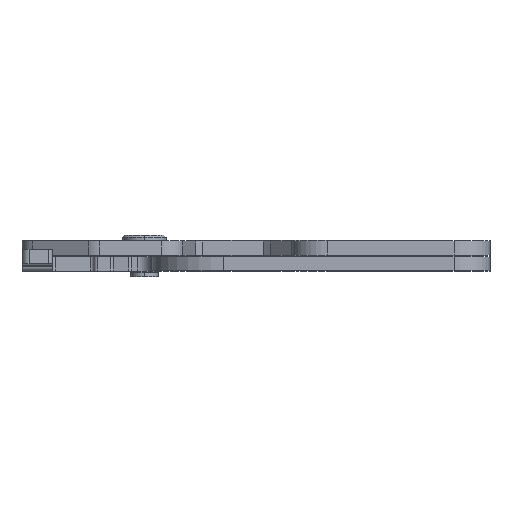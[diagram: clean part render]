
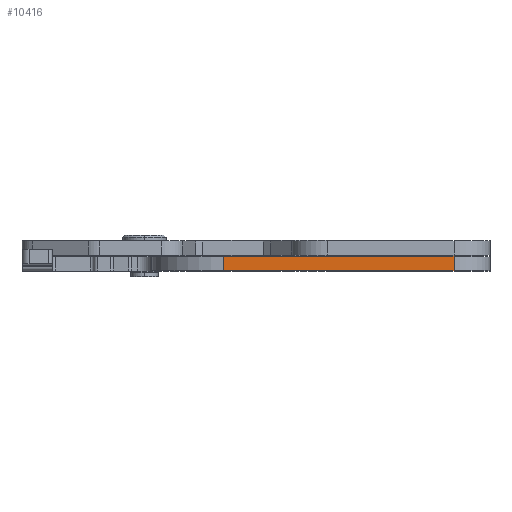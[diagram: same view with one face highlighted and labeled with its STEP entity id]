
A CAD part, top view. The second image highlights one B-rep face of the part: STEP entity #10416.
In plain terms, the highlighted planar face has unit normal (0, 0, 1).
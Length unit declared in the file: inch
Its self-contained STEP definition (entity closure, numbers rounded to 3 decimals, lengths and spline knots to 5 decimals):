
#138 = VECTOR ( 'NONE', #24626, 39.37008 ) ;
#509 = ORIENTED_EDGE ( 'NONE', *, *, #16878, .F. ) ;
#1595 = ORIENTED_EDGE ( 'NONE', *, *, #25640, .T. ) ;
#1806 = CARTESIAN_POINT ( 'NONE',  ( 0.3937, -0.09179, 0.7874 ) ) ;
#2401 = LINE ( 'NONE', #9248, #24664 ) ;
#2783 = VERTEX_POINT ( 'NONE', #24324 ) ;
#3378 = AXIS2_PLACEMENT_3D ( 'NONE', #10049, #20211, #7908 ) ;
#6234 = EDGE_CURVE ( 'NONE', #19797, #23504, #19057, .T. ) ;
#6673 = DIRECTION ( 'NONE',  ( -1., 0., 0. ) ) ;
#7891 = VECTOR ( 'NONE', #24955, 39.37008 ) ;
#7908 = DIRECTION ( 'NONE',  ( 1., 0., 0. ) ) ;
#9248 = CARTESIAN_POINT ( 'NONE',  ( 1.85039, -0.00787, 0.7874 ) ) ;
#9478 = CARTESIAN_POINT ( 'NONE',  ( 0., -0.08661, 0.7874 ) ) ;
#10049 = CARTESIAN_POINT ( 'NONE',  ( 1.85039, -0.00787, 0.7874 ) ) ;
#10416 = ADVANCED_FACE ( 'NONE', ( #20733 ), #14766, .T. ) ;
#10702 = VERTEX_POINT ( 'NONE', #16821 ) ;
#10815 = EDGE_LOOP ( 'NONE', ( #20612, #22510, #1595, #509 ) ) ;
#13376 = LINE ( 'NONE', #1806, #7891 ) ;
#14419 = VECTOR ( 'NONE', #18764, 39.37008 ) ;
#14766 = PLANE ( 'NONE',  #3378 ) ;
#14882 = CARTESIAN_POINT ( 'NONE',  ( 1.65354, -0.00787, 0.7874 ) ) ;
#15573 = CARTESIAN_POINT ( 'NONE',  ( 1.65354, -0.08661, 0.7874 ) ) ;
#16821 = CARTESIAN_POINT ( 'NONE',  ( 0.3937, -0.00787, 0.7874 ) ) ;
#16878 = EDGE_CURVE ( 'NONE', #23504, #10702, #13376, .T. ) ;
#18764 = DIRECTION ( 'NONE',  ( -1., 0., 0. ) ) ;
#19057 = LINE ( 'NONE', #9478, #14419 ) ;
#19797 = VERTEX_POINT ( 'NONE', #15573 ) ;
#20211 = DIRECTION ( 'NONE',  ( 0., 0., 1. ) ) ;
#20612 = ORIENTED_EDGE ( 'NONE', *, *, #6234, .F. ) ;
#20733 = FACE_OUTER_BOUND ( 'NONE', #10815, .T. ) ;
#21688 = EDGE_CURVE ( 'NONE', #19797, #2783, #24469, .T. ) ;
#22510 = ORIENTED_EDGE ( 'NONE', *, *, #21688, .T. ) ;
#23504 = VERTEX_POINT ( 'NONE', #27042 ) ;
#24324 = CARTESIAN_POINT ( 'NONE',  ( 1.65354, -0.00787, 0.7874 ) ) ;
#24469 = LINE ( 'NONE', #14882, #138 ) ;
#24626 = DIRECTION ( 'NONE',  ( 0., 1., 0. ) ) ;
#24664 = VECTOR ( 'NONE', #6673, 39.37008 ) ;
#24955 = DIRECTION ( 'NONE',  ( 0., 1., 0. ) ) ;
#25640 = EDGE_CURVE ( 'NONE', #2783, #10702, #2401, .T. ) ;
#27042 = CARTESIAN_POINT ( 'NONE',  ( 0.3937, -0.08661, 0.7874 ) ) ;
